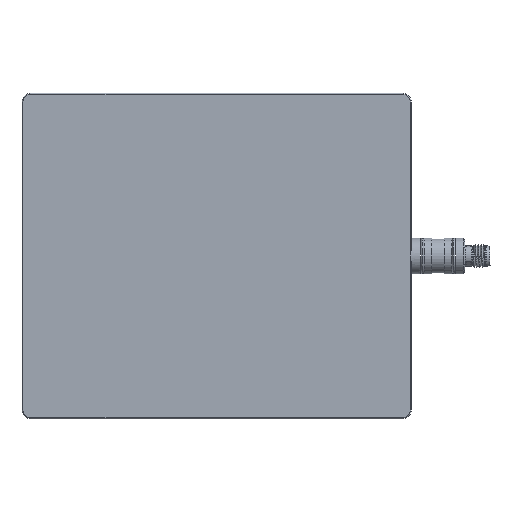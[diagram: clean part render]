
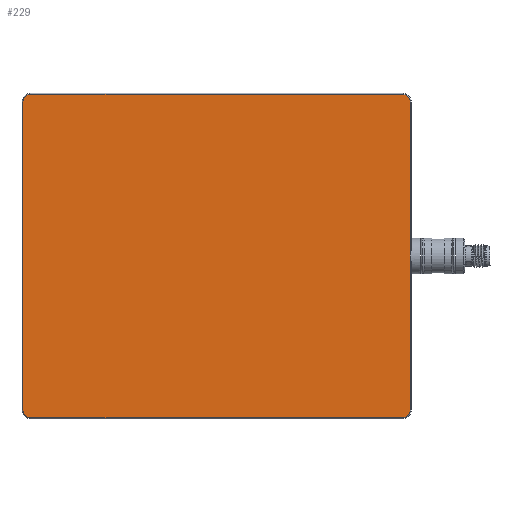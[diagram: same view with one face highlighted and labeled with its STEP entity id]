
A CAD part, front view. The second image highlights one B-rep face of the part: STEP entity #229.
In plain terms, the highlighted planar face has unit normal (0, -1, 0).
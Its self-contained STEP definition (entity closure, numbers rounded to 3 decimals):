
#55 = DIRECTION ( 'NONE',  ( 0., 0., 1. ) ) ;
#207 = DIRECTION ( 'NONE',  ( 0., -1., 0. ) ) ;
#229 = ADVANCED_FACE ( 'NONE', ( #763 ), #1723, .F. ) ;
#406 = AXIS2_PLACEMENT_3D ( 'NONE', #2907, #2221, #528 ) ;
#415 = CARTESIAN_POINT ( 'NONE',  ( 0., -6., 0. ) ) ;
#416 = CIRCLE ( 'NONE', #4061, 2.7 ) ;
#425 = CIRCLE ( 'NONE', #2431, 2.7 ) ;
#449 = EDGE_CURVE ( 'NONE', #1905, #2224, #1297, .T. ) ;
#471 = VERTEX_POINT ( 'NONE', #3041 ) ;
#528 = DIRECTION ( 'NONE',  ( 0., 0., 1. ) ) ;
#725 = CARTESIAN_POINT ( 'NONE',  ( 65.2, -6., 51.75 ) ) ;
#759 = EDGE_CURVE ( 'NONE', #4056, #2423, #3176, .T. ) ;
#763 = FACE_OUTER_BOUND ( 'NONE', #1428, .T. ) ;
#861 = CARTESIAN_POINT ( 'NONE',  ( 62.5, -6., 54.45 ) ) ;
#904 = EDGE_CURVE ( 'NONE', #3839, #1905, #2052, .T. ) ;
#985 = LINE ( 'NONE', #3945, #3950 ) ;
#1000 = VERTEX_POINT ( 'NONE', #2180 ) ;
#1036 = CIRCLE ( 'NONE', #3529, 2.7 ) ;
#1134 = VERTEX_POINT ( 'NONE', #861 ) ;
#1297 = LINE ( 'NONE', #2359, #1966 ) ;
#1428 = EDGE_LOOP ( 'NONE', ( #2118, #2715, #1501, #4030, #4227, #2259, #2218, #2335, #2258 ) ) ;
#1434 = CARTESIAN_POINT ( 'NONE',  ( 62.5, -6., -54.45 ) ) ;
#1490 = DIRECTION ( 'NONE',  ( 1., 0., 0. ) ) ;
#1501 = ORIENTED_EDGE ( 'NONE', *, *, #2731, .T. ) ;
#1542 = CARTESIAN_POINT ( 'NONE',  ( -65.2, -6., 0. ) ) ;
#1558 = CARTESIAN_POINT ( 'NONE',  ( -65.2, -6., 51.75 ) ) ;
#1637 = EDGE_CURVE ( 'NONE', #471, #2943, #1036, .T. ) ;
#1723 = PLANE ( 'NONE',  #3033 ) ;
#1743 = CARTESIAN_POINT ( 'NONE',  ( -62.5, -6., 51.75 ) ) ;
#1905 = VERTEX_POINT ( 'NONE', #3254 ) ;
#1906 = DIRECTION ( 'NONE',  ( 0., 0., -1. ) ) ;
#1947 = DIRECTION ( 'NONE',  ( 0., 0., 1. ) ) ;
#1954 = LINE ( 'NONE', #1542, #2247 ) ;
#1966 = VECTOR ( 'NONE', #1947, 1000. ) ;
#2052 = LINE ( 'NONE', #3407, #2830 ) ;
#2118 = ORIENTED_EDGE ( 'NONE', *, *, #4398, .T. ) ;
#2125 = DIRECTION ( 'NONE',  ( 0., 1., 0. ) ) ;
#2180 = CARTESIAN_POINT ( 'NONE',  ( -65.2, -6., -51.75 ) ) ;
#2218 = ORIENTED_EDGE ( 'NONE', *, *, #904, .T. ) ;
#2221 = DIRECTION ( 'NONE',  ( 0., -1., 0. ) ) ;
#2224 = VERTEX_POINT ( 'NONE', #725 ) ;
#2247 = VECTOR ( 'NONE', #1906, 1000. ) ;
#2258 = ORIENTED_EDGE ( 'NONE', *, *, #2976, .T. ) ;
#2259 = ORIENTED_EDGE ( 'NONE', *, *, #2484, .T. ) ;
#2335 = ORIENTED_EDGE ( 'NONE', *, *, #449, .T. ) ;
#2337 = DIRECTION ( 'NONE',  ( -1., 0., 0. ) ) ;
#2359 = CARTESIAN_POINT ( 'NONE',  ( 65.2, -6., 0. ) ) ;
#2423 = VERTEX_POINT ( 'NONE', #1434 ) ;
#2431 = AXIS2_PLACEMENT_3D ( 'NONE', #4320, #4341, #4295 ) ;
#2483 = CARTESIAN_POINT ( 'NONE',  ( 65.2, -6., -51.75 ) ) ;
#2484 = EDGE_CURVE ( 'NONE', #2423, #3839, #425, .T. ) ;
#2715 = ORIENTED_EDGE ( 'NONE', *, *, #1637, .T. ) ;
#2731 = EDGE_CURVE ( 'NONE', #2943, #1000, #1954, .T. ) ;
#2830 = VECTOR ( 'NONE', #3097, 1000. ) ;
#2907 = CARTESIAN_POINT ( 'NONE',  ( -62.5, -6., -51.75 ) ) ;
#2943 = VERTEX_POINT ( 'NONE', #1558 ) ;
#2975 = DIRECTION ( 'NONE',  ( 0., 0., 1. ) ) ;
#2976 = EDGE_CURVE ( 'NONE', #2224, #1134, #416, .T. ) ;
#3006 = EDGE_CURVE ( 'NONE', #1000, #4056, #3705, .T. ) ;
#3033 = AXIS2_PLACEMENT_3D ( 'NONE', #415, #2125, #4160 ) ;
#3041 = CARTESIAN_POINT ( 'NONE',  ( -62.5, -6., 54.45 ) ) ;
#3097 = DIRECTION ( 'NONE',  ( 0., 0., 1. ) ) ;
#3101 = CARTESIAN_POINT ( 'NONE',  ( -62.5, -6., -54.45 ) ) ;
#3128 = DIRECTION ( 'NONE',  ( 0., -1., 0. ) ) ;
#3176 = LINE ( 'NONE', #3929, #3901 ) ;
#3254 = CARTESIAN_POINT ( 'NONE',  ( 65.2, -6., 0. ) ) ;
#3280 = CARTESIAN_POINT ( 'NONE',  ( 62.5, -6., 51.75 ) ) ;
#3407 = CARTESIAN_POINT ( 'NONE',  ( 65.2, -6., 0. ) ) ;
#3529 = AXIS2_PLACEMENT_3D ( 'NONE', #1743, #3128, #55 ) ;
#3705 = CIRCLE ( 'NONE', #406, 2.7 ) ;
#3839 = VERTEX_POINT ( 'NONE', #2483 ) ;
#3901 = VECTOR ( 'NONE', #1490, 1000. ) ;
#3929 = CARTESIAN_POINT ( 'NONE',  ( 0., -6., -54.45 ) ) ;
#3945 = CARTESIAN_POINT ( 'NONE',  ( 0., -6., 54.45 ) ) ;
#3950 = VECTOR ( 'NONE', #2337, 1000. ) ;
#4030 = ORIENTED_EDGE ( 'NONE', *, *, #3006, .T. ) ;
#4056 = VERTEX_POINT ( 'NONE', #3101 ) ;
#4061 = AXIS2_PLACEMENT_3D ( 'NONE', #3280, #207, #2975 ) ;
#4160 = DIRECTION ( 'NONE',  ( 0., 0., 1. ) ) ;
#4227 = ORIENTED_EDGE ( 'NONE', *, *, #759, .T. ) ;
#4295 = DIRECTION ( 'NONE',  ( 0., 0., 1. ) ) ;
#4320 = CARTESIAN_POINT ( 'NONE',  ( 62.5, -6., -51.75 ) ) ;
#4341 = DIRECTION ( 'NONE',  ( 0., -1., 0. ) ) ;
#4398 = EDGE_CURVE ( 'NONE', #1134, #471, #985, .T. ) ;
